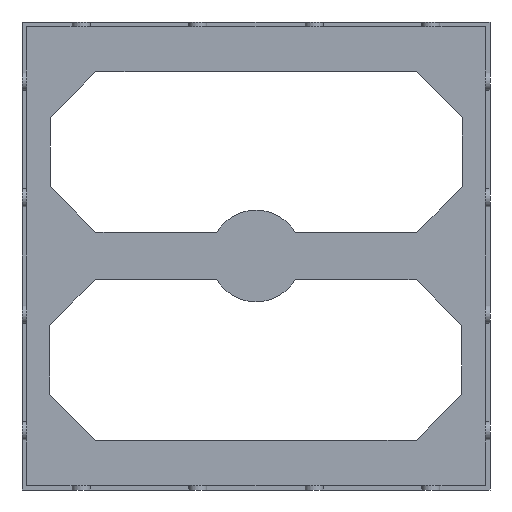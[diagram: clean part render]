
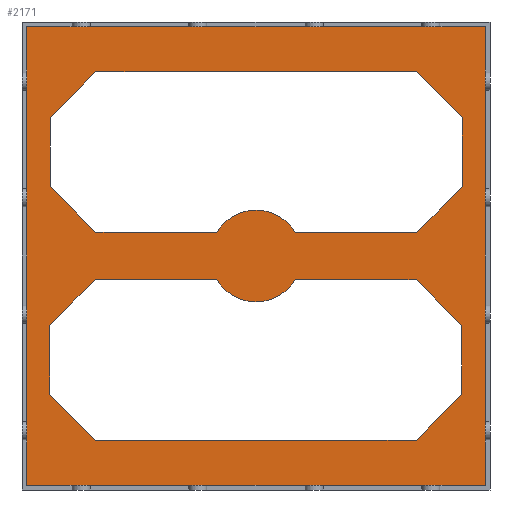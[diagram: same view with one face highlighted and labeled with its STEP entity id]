
A CAD part, front view. The second image highlights one B-rep face of the part: STEP entity #2171.
In plain terms, the highlighted planar face has unit normal (0, -1, 0).
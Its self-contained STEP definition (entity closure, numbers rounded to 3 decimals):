
#15=FACE_BOUND('',#300,.T.);
#16=FACE_BOUND('',#301,.T.);
#94=PLANE('',#2337);
#193=FACE_OUTER_BOUND('',#299,.T.);
#299=EDGE_LOOP('',(#1747,#1748,#1749,#1750));
#300=EDGE_LOOP('',(#1751,#1752,#1753,#1754,#1755,#1756,#1757,#1758,#1759,
#1760));
#301=EDGE_LOOP('',(#1761,#1762,#1763,#1764,#1765,#1766,#1767,#1768,#1769,
#1770));
#496=LINE('',#3338,#748);
#500=LINE('',#3345,#752);
#503=LINE('',#3351,#755);
#506=LINE('',#3357,#758);
#509=LINE('',#3363,#761);
#512=LINE('',#3369,#764);
#515=LINE('',#3375,#767);
#518=LINE('',#3381,#770);
#521=LINE('',#3390,#773);
#524=LINE('',#3398,#776);
#528=LINE('',#3405,#780);
#531=LINE('',#3411,#783);
#534=LINE('',#3417,#786);
#537=LINE('',#3423,#789);
#540=LINE('',#3429,#792);
#543=LINE('',#3435,#795);
#547=LINE('',#3447,#799);
#549=LINE('',#3450,#801);
#550=LINE('',#3454,#802);
#551=LINE('',#3456,#803);
#552=LINE('',#3458,#804);
#553=LINE('',#3459,#805);
#748=VECTOR('',#2716,10.);
#752=VECTOR('',#2722,10.);
#755=VECTOR('',#2727,10.);
#758=VECTOR('',#2732,10.);
#761=VECTOR('',#2737,10.);
#764=VECTOR('',#2742,10.);
#767=VECTOR('',#2747,10.);
#770=VECTOR('',#2752,10.);
#773=VECTOR('',#2763,10.);
#776=VECTOR('',#2768,10.);
#780=VECTOR('',#2774,10.);
#783=VECTOR('',#2779,10.);
#786=VECTOR('',#2784,10.);
#789=VECTOR('',#2789,10.);
#792=VECTOR('',#2794,10.);
#795=VECTOR('',#2799,10.);
#799=VECTOR('',#2811,10.);
#801=VECTOR('',#2815,10.);
#802=VECTOR('',#2818,10.);
#803=VECTOR('',#2819,10.);
#804=VECTOR('',#2820,10.);
#805=VECTOR('',#2821,10.);
#906=CIRCLE('',#2323,2.);
#908=CIRCLE('',#2334,2.);
#1055=VERTEX_POINT('',#3335);
#1056=VERTEX_POINT('',#3337);
#1058=VERTEX_POINT('',#3343);
#1060=VERTEX_POINT('',#3349);
#1062=VERTEX_POINT('',#3355);
#1064=VERTEX_POINT('',#3361);
#1066=VERTEX_POINT('',#3367);
#1068=VERTEX_POINT('',#3373);
#1070=VERTEX_POINT('',#3379);
#1072=VERTEX_POINT('',#3385);
#1075=VERTEX_POINT('',#3395);
#1076=VERTEX_POINT('',#3397);
#1078=VERTEX_POINT('',#3403);
#1080=VERTEX_POINT('',#3409);
#1082=VERTEX_POINT('',#3415);
#1084=VERTEX_POINT('',#3421);
#1086=VERTEX_POINT('',#3427);
#1088=VERTEX_POINT('',#3433);
#1090=VERTEX_POINT('',#3439);
#1092=VERTEX_POINT('',#3445);
#1093=VERTEX_POINT('',#3452);
#1094=VERTEX_POINT('',#3453);
#1095=VERTEX_POINT('',#3455);
#1096=VERTEX_POINT('',#3457);
#1310=EDGE_CURVE('',#1056,#1055,#496,.T.);
#1314=EDGE_CURVE('',#1055,#1058,#500,.T.);
#1317=EDGE_CURVE('',#1058,#1060,#503,.T.);
#1320=EDGE_CURVE('',#1060,#1062,#506,.T.);
#1323=EDGE_CURVE('',#1062,#1064,#509,.T.);
#1326=EDGE_CURVE('',#1064,#1066,#512,.T.);
#1329=EDGE_CURVE('',#1066,#1068,#515,.T.);
#1332=EDGE_CURVE('',#1068,#1070,#518,.T.);
#1335=EDGE_CURVE('',#1070,#1072,#906,.T.);
#1337=EDGE_CURVE('',#1072,#1056,#521,.T.);
#1340=EDGE_CURVE('',#1076,#1075,#524,.T.);
#1344=EDGE_CURVE('',#1075,#1078,#528,.T.);
#1347=EDGE_CURVE('',#1078,#1080,#531,.T.);
#1350=EDGE_CURVE('',#1080,#1082,#534,.T.);
#1353=EDGE_CURVE('',#1082,#1084,#537,.T.);
#1356=EDGE_CURVE('',#1084,#1086,#540,.T.);
#1359=EDGE_CURVE('',#1086,#1088,#543,.T.);
#1362=EDGE_CURVE('',#1088,#1090,#908,.T.);
#1365=EDGE_CURVE('',#1090,#1092,#547,.T.);
#1367=EDGE_CURVE('',#1092,#1076,#549,.T.);
#1368=EDGE_CURVE('',#1093,#1094,#550,.T.);
#1369=EDGE_CURVE('',#1094,#1095,#551,.T.);
#1370=EDGE_CURVE('',#1095,#1096,#552,.T.);
#1371=EDGE_CURVE('',#1096,#1093,#553,.T.);
#1747=ORIENTED_EDGE('',*,*,#1368,.T.);
#1748=ORIENTED_EDGE('',*,*,#1369,.T.);
#1749=ORIENTED_EDGE('',*,*,#1370,.T.);
#1750=ORIENTED_EDGE('',*,*,#1371,.T.);
#1751=ORIENTED_EDGE('',*,*,#1310,.T.);
#1752=ORIENTED_EDGE('',*,*,#1314,.T.);
#1753=ORIENTED_EDGE('',*,*,#1317,.T.);
#1754=ORIENTED_EDGE('',*,*,#1320,.T.);
#1755=ORIENTED_EDGE('',*,*,#1323,.T.);
#1756=ORIENTED_EDGE('',*,*,#1326,.T.);
#1757=ORIENTED_EDGE('',*,*,#1329,.T.);
#1758=ORIENTED_EDGE('',*,*,#1332,.T.);
#1759=ORIENTED_EDGE('',*,*,#1335,.T.);
#1760=ORIENTED_EDGE('',*,*,#1337,.T.);
#1761=ORIENTED_EDGE('',*,*,#1340,.T.);
#1762=ORIENTED_EDGE('',*,*,#1344,.T.);
#1763=ORIENTED_EDGE('',*,*,#1347,.T.);
#1764=ORIENTED_EDGE('',*,*,#1350,.T.);
#1765=ORIENTED_EDGE('',*,*,#1353,.T.);
#1766=ORIENTED_EDGE('',*,*,#1356,.T.);
#1767=ORIENTED_EDGE('',*,*,#1359,.T.);
#1768=ORIENTED_EDGE('',*,*,#1362,.T.);
#1769=ORIENTED_EDGE('',*,*,#1365,.T.);
#1770=ORIENTED_EDGE('',*,*,#1367,.T.);
#2171=ADVANCED_FACE('',(#193,#15,#16),#94,.F.);
#2323=AXIS2_PLACEMENT_3D('',#3387,#2758,#2759);
#2334=AXIS2_PLACEMENT_3D('',#3441,#2805,#2806);
#2337=AXIS2_PLACEMENT_3D('',#3451,#2816,#2817);
#2716=DIRECTION('',(0.707,0.,-0.707));
#2722=DIRECTION('',(0.,0.,-1.));
#2727=DIRECTION('',(-0.707,0.,-0.707));
#2732=DIRECTION('',(-1.,0.,0.));
#2737=DIRECTION('',(-0.707,0.,0.707));
#2742=DIRECTION('',(0.,0.,1.));
#2747=DIRECTION('',(0.707,0.,0.707));
#2752=DIRECTION('',(1.,0.,0.));
#2758=DIRECTION('center_axis',(0.,-1.,0.));
#2759=DIRECTION('ref_axis',(0.857,0.,-0.515));
#2763=DIRECTION('',(1.,0.,0.));
#2768=DIRECTION('',(0.,0.,1.));
#2774=DIRECTION('',(0.707,0.,0.707));
#2779=DIRECTION('',(1.,0.,0.));
#2784=DIRECTION('',(0.707,0.,-0.707));
#2789=DIRECTION('',(0.,0.,-1.));
#2794=DIRECTION('',(-0.707,0.,-0.707));
#2799=DIRECTION('',(-1.,0.,0.));
#2805=DIRECTION('center_axis',(0.,-1.,0.));
#2806=DIRECTION('ref_axis',(-0.857,0.,0.515));
#2811=DIRECTION('',(-1.,0.,0.));
#2815=DIRECTION('',(-0.707,0.,0.707));
#2816=DIRECTION('center_axis',(0.,1.,0.));
#2817=DIRECTION('ref_axis',(1.,0.,0.));
#2818=DIRECTION('',(1.,0.,0.));
#2819=DIRECTION('',(0.,0.,1.));
#2820=DIRECTION('',(-1.,0.,0.));
#2821=DIRECTION('',(0.,0.,-1.));
#3335=CARTESIAN_POINT('',(8.976,3.,-3.031));
#3337=CARTESIAN_POINT('',(6.976,3.,-1.031));
#3338=CARTESIAN_POINT('',(5.975,3.,-0.029));
#3343=CARTESIAN_POINT('',(8.976,3.,-6.031));
#3345=CARTESIAN_POINT('',(8.976,3.,-3.015));
#3349=CARTESIAN_POINT('',(6.976,3.,-8.031));
#3351=CARTESIAN_POINT('',(7.24,3.,-7.767));
#3355=CARTESIAN_POINT('',(-6.994,3.,-8.031));
#3357=CARTESIAN_POINT('',(-3.497,3.,-8.031));
#3361=CARTESIAN_POINT('',(-9.,3.,-6.024));
#3363=CARTESIAN_POINT('',(-8.256,3.,-6.768));
#3367=CARTESIAN_POINT('',(-9.,3.,-3.024));
#3369=CARTESIAN_POINT('',(-9.,3.,-1.512));
#3373=CARTESIAN_POINT('',(-7.006,3.,-1.031));
#3375=CARTESIAN_POINT('',(-4.997,3.,0.979));
#3379=CARTESIAN_POINT('',(-1.714,3.,-1.031));
#3381=CARTESIAN_POINT('',(-0.857,3.,-1.031));
#3385=CARTESIAN_POINT('',(1.714,3.,-1.031));
#3387=CARTESIAN_POINT('Origin',(0.,3.,0.));
#3390=CARTESIAN_POINT('',(3.488,3.,-1.031));
#3395=CARTESIAN_POINT('',(-8.976,3.,6.031));
#3397=CARTESIAN_POINT('',(-8.976,3.,3.031));
#3398=CARTESIAN_POINT('',(-8.976,3.,3.015));
#3403=CARTESIAN_POINT('',(-6.976,3.,8.031));
#3405=CARTESIAN_POINT('',(-7.24,3.,7.767));
#3409=CARTESIAN_POINT('',(6.994,3.,8.031));
#3411=CARTESIAN_POINT('',(3.497,3.,8.031));
#3415=CARTESIAN_POINT('',(9.,3.,6.024));
#3417=CARTESIAN_POINT('',(8.256,3.,6.768));
#3421=CARTESIAN_POINT('',(9.,3.,3.024));
#3423=CARTESIAN_POINT('',(9.,3.,1.512));
#3427=CARTESIAN_POINT('',(7.006,3.,1.031));
#3429=CARTESIAN_POINT('',(4.997,3.,-0.979));
#3433=CARTESIAN_POINT('',(1.714,3.,1.031));
#3435=CARTESIAN_POINT('',(0.857,3.,1.031));
#3439=CARTESIAN_POINT('',(-1.714,3.,1.031));
#3441=CARTESIAN_POINT('Origin',(0.,3.,0.));
#3445=CARTESIAN_POINT('',(-6.976,3.,1.031));
#3447=CARTESIAN_POINT('',(-3.488,3.,1.031));
#3450=CARTESIAN_POINT('',(-5.975,3.,0.029));
#3451=CARTESIAN_POINT('Origin',(0.,3.,0.));
#3452=CARTESIAN_POINT('',(-10.,3.,-10.));
#3453=CARTESIAN_POINT('',(10.,3.,-10.));
#3454=CARTESIAN_POINT('',(10.,3.,-10.));
#3455=CARTESIAN_POINT('',(10.,3.,10.));
#3456=CARTESIAN_POINT('',(10.,3.,10.));
#3457=CARTESIAN_POINT('',(-10.,3.,10.));
#3458=CARTESIAN_POINT('',(-10.,3.,10.));
#3459=CARTESIAN_POINT('',(-10.,3.,-10.));
